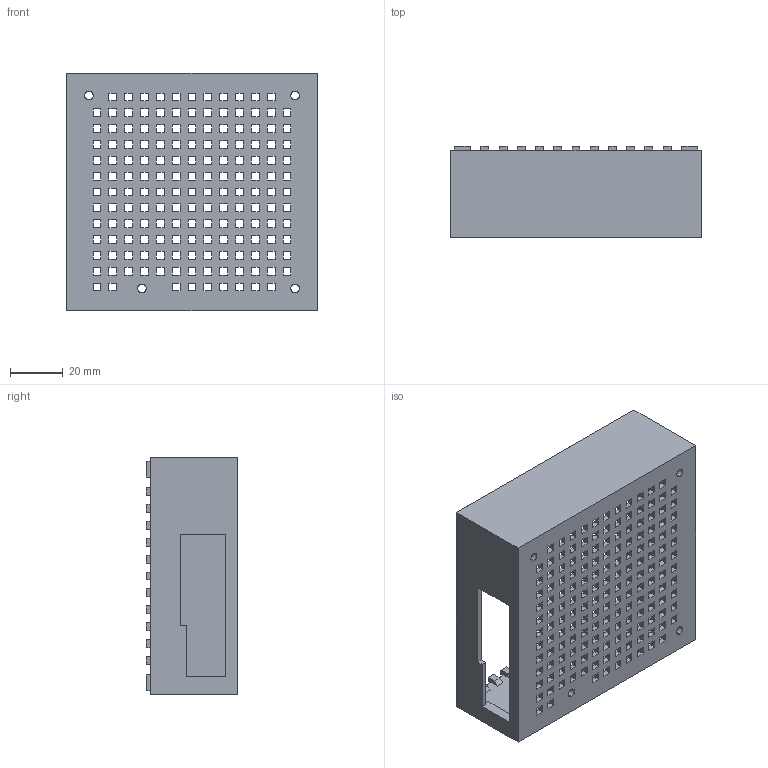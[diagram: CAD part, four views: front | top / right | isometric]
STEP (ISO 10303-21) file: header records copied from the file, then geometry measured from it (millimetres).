
FILE_DESCRIPTION (( 'STEP AP214' ), '1' );
FILE_NAME ('NORNS-SHIELD-CASE.STEP', '2020-10-08T16:08:21', ( '' ), ( '' ), 'SwSTEP 2.0', 'SolidWorks 2019', '' );
FILE_SCHEMA (( 'AUTOMOTIVE_DESIGN' ));
Length unit declared in the file: millimetre
Products named in the file (1): NORNS-SHIELD-CASE
Bounding box: 95.09 x 34.49 x 90.01 mm (x, y, z)
Volume: 36216.6 mm3; surface area: 41277.8 mm2
Topology: 1 solids, 1 shells, 1006 faces, 3001 edges, 1998 vertices
Faces by surface type: plane 994, cylinder 12
Entity records: 33799 total; most frequent: CARTESIAN_POINT 6006, ORIENTED_EDGE 6002, DIRECTION 5039, EDGE_CURVE 3001, LINE 2977, VECTOR 2977, VERTEX_POINT 1998, EDGE_LOOP 1347
